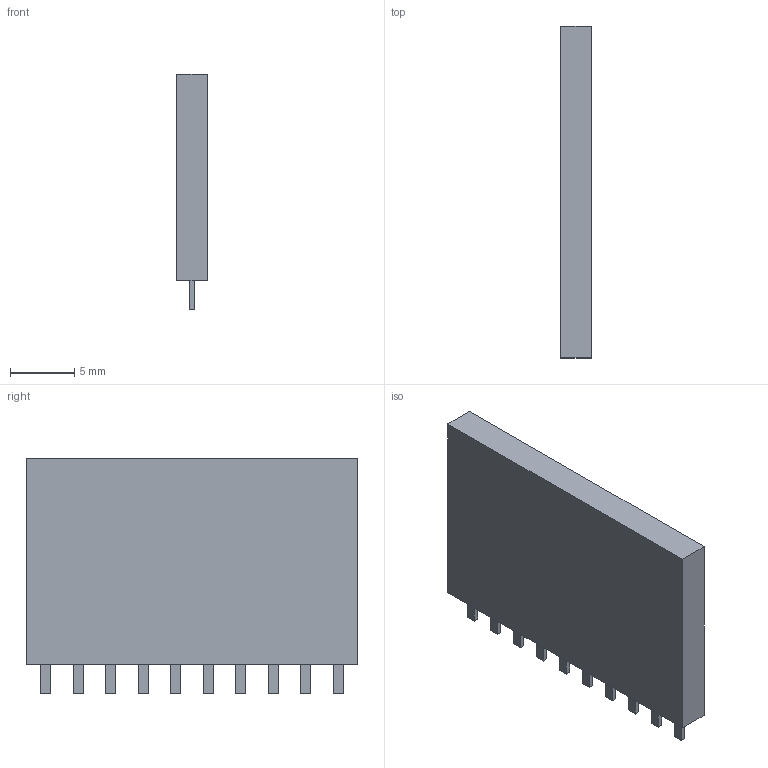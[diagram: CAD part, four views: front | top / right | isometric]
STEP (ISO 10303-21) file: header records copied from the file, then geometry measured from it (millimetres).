
FILE_DESCRIPTION(('FreeCAD Model'),'2;1');
FILE_NAME('Open CASCADE Shape Model','2023-11-30T00:03:07',(''),(''), 'Open CASCADE STEP processor 7.6','FreeCAD','Unknown');
FILE_SCHEMA(('AUTOMOTIVE_DESIGN { 1 0 10303 214 1 1 1 1 }'));
Length unit declared in the file: millimetre
Products named in the file (1): LinearPattern
Bounding box: 2.41 x 25.91 x 18.41 mm (x, y, z)
Volume: 1015.6 mm3; surface area: 1093.2 mm2
Topology: 1 solids, 1 shells, 56 faces, 132 edges, 88 vertices
Faces by surface type: plane 56
Entity records: 1992 total; most frequent: CARTESIAN_POINT 277, ORIENTED_EDGE 264, DIRECTION 246, EDGE_CURVE 132, LINE 132, VECTOR 132, VERTEX_POINT 88, FACE_BOUND 66
